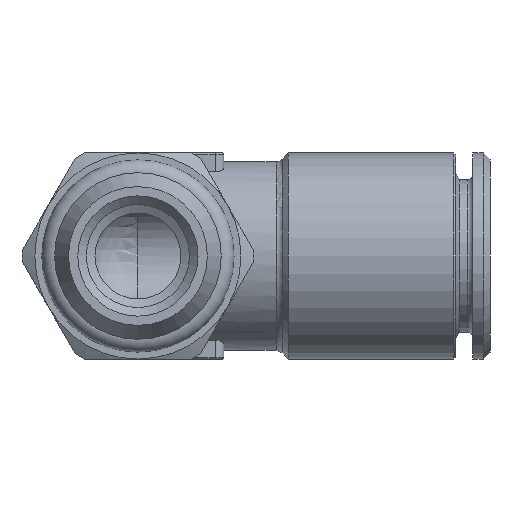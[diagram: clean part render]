
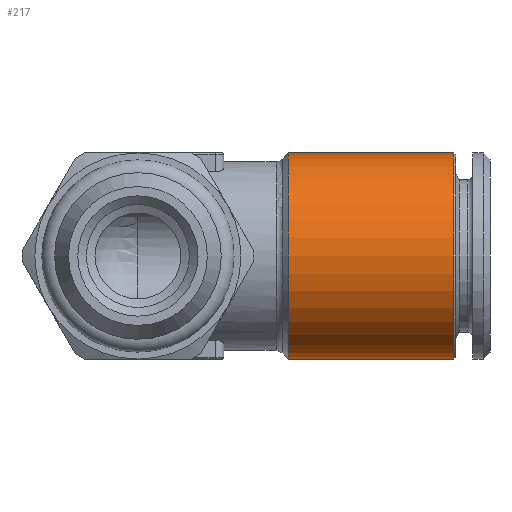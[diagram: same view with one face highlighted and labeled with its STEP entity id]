
A CAD part, front view. The second image highlights one B-rep face of the part: STEP entity #217.
In plain terms, the highlighted cylindrical face has radius 6 mm (diameter 12 mm), a full revolution.
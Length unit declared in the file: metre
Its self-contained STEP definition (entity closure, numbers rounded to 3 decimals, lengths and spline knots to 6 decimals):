
#217 = ADVANCED_FACE( 'NONE', ( #496, #497 ), #498, .T. );
#496 = FACE_OUTER_BOUND( '', #853, .T. );
#497 = FACE_OUTER_BOUND( '', #854, .T. );
#498 = CYLINDRICAL_SURFACE( '', #855, 0.006 );
#853 = EDGE_LOOP( '', ( #1558 ) );
#854 = EDGE_LOOP( '', ( #1559 ) );
#855 = AXIS2_PLACEMENT_3D( '', #1560, #1561, #1562 );
#1558 = ORIENTED_EDGE( '', *, *, #2236, .T. );
#1559 = ORIENTED_EDGE( '', *, *, #2237, .T. );
#1560 = CARTESIAN_POINT( '', ( 0., 0., 0. ) );
#1561 = DIRECTION( '', ( 1., 0., 0. ) );
#1562 = DIRECTION( '', ( 0., 0., 1. ) );
#2236 = EDGE_CURVE( 'NONE', #2667, #2667, #2668, .T. );
#2237 = EDGE_CURVE( 'NONE', #2669, #2669, #2670, .T. );
#2667 = VERTEX_POINT( '', #3408 );
#2668 = CIRCLE( '', #3409, 0.006 );
#2669 = VERTEX_POINT( '', #3410 );
#2670 = CIRCLE( '', #3411, 0.006 );
#3408 = CARTESIAN_POINT( '', ( 0.00875, 0., -0.006 ) );
#3409 = AXIS2_PLACEMENT_3D( '', #4091, #4092, #4093 );
#3410 = CARTESIAN_POINT( '', ( 0.0184, 0., 0.006 ) );
#3411 = AXIS2_PLACEMENT_3D( '', #4094, #4095, #4096 );
#4091 = CARTESIAN_POINT( '', ( 0.00875, 0., 0. ) );
#4092 = DIRECTION( '', ( 1., 0., 0. ) );
#4093 = DIRECTION( '', ( 0., 0., -1. ) );
#4094 = CARTESIAN_POINT( '', ( 0.0184, 0., 0. ) );
#4095 = DIRECTION( '', ( -1., 0., 0. ) );
#4096 = DIRECTION( '', ( 0., 0., 1. ) );
